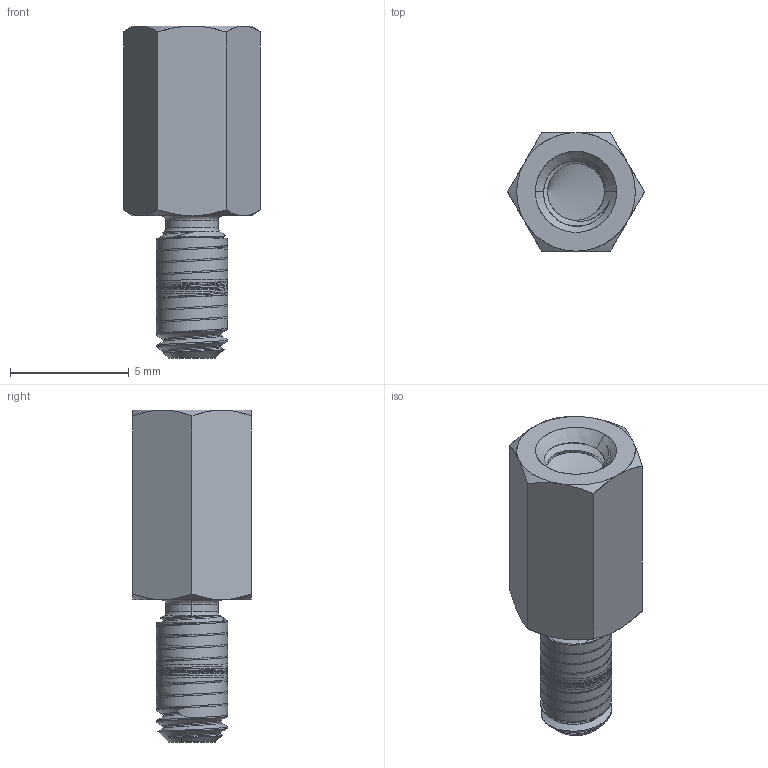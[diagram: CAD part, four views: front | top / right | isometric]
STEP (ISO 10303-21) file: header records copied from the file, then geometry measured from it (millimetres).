
FILE_DESCRIPTION (( 'STEP AP203' ), '1' );
FILE_NAME ('User Library-Male - Female Hexagonal Threaded Standoffs; length 8mm; key 5mm; M3x5mm and M3x6mm.STEP', '2020-11-27T21:03:50', ( '' ), ( '' ), 'SwSTEP 2.0', 'SolidWorks 2020', '' );
FILE_SCHEMA (( 'CONFIG_CONTROL_DESIGN' ));
Length unit declared in the file: millimetre
Products named in the file (1): User Library-Male - Female Hexagonal Threaded Standoffs; length 8mm; key 5mm; M3x5mm and M3x6mm
Bounding box: 5.77 x 5 x 14 mm (x, y, z)
Surface area: 564.2 mm2 (no closed solid volume)
Topology: 0 solids, 42 shells, 56 faces, 245 edges, 214 vertices
Faces by surface type: cone 20, cylinder 15, plane 11, bspline 10
Full cylindrical faces by diameter (mm): 2.4 x2
Entity records: 11860 total; most frequent: CARTESIAN_POINT 10436, ORIENTED_EDGE 220, EDGE_CURVE 206, VERTEX_POINT 192, DIRECTION 191, B_SPLINE_CURVE_WITH_KNOTS 132, AXIS2_PLACEMENT_3D 81, EDGE_LOOP 48
